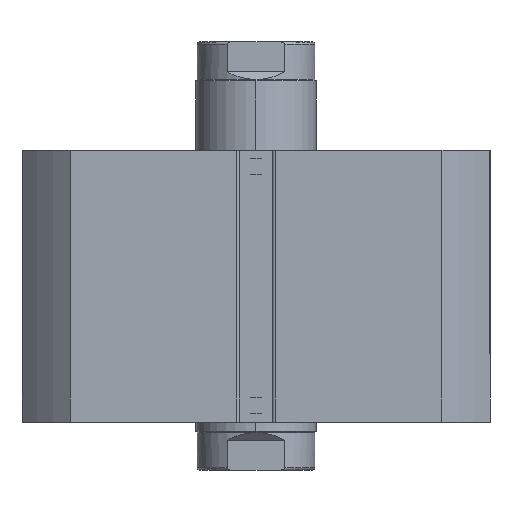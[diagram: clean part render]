
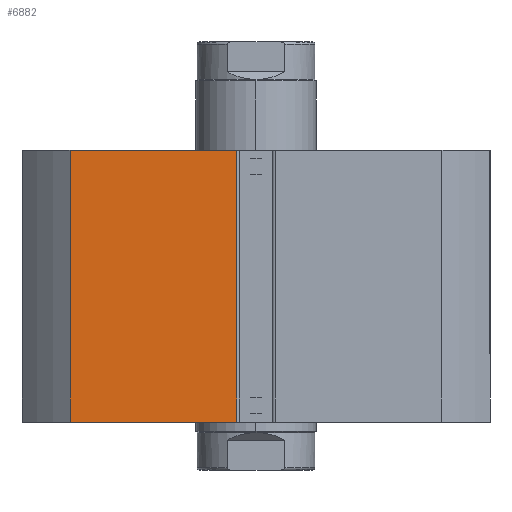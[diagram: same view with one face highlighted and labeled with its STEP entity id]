
A CAD part, front view. The second image highlights one B-rep face of the part: STEP entity #6882.
In plain terms, the highlighted planar face has unit normal (0, -1, 0).
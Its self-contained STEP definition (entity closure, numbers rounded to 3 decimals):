
#404 = CARTESIAN_POINT ( 'NONE',  ( -38.75, -38.75, 0. ) ) ;
#405 = DIRECTION ( 'NONE',  ( 1., 0., 0. ) ) ;
#640 = CARTESIAN_POINT ( 'NONE',  ( -30.801, -38.75, 0. ) ) ;
#641 = DIRECTION ( 'NONE',  ( 0., 0., 1. ) ) ;
#993 = PLANE ( 'NONE',  #7085 ) ;
#996 = CARTESIAN_POINT ( 'NONE',  ( -38.75, -38.75, 45. ) ) ;
#1002 = DIRECTION ( 'NONE',  ( 0., 1., 0. ) ) ;
#1003 = DIRECTION ( 'NONE',  ( 0., 0., 1. ) ) ;
#1416 = LINE ( 'NONE', #640, #1417 ) ;
#1417 = VECTOR ( 'NONE', #641, 1000. ) ;
#1600 = FACE_OUTER_BOUND ( 'NONE', #2536, .T. ) ;
#2246 = DIRECTION ( 'NONE',  ( 1., 0., 0. ) ) ;
#2247 = CARTESIAN_POINT ( 'NONE',  ( -38.75, -38.75, 45. ) ) ;
#2536 = EDGE_LOOP ( 'NONE', ( #5264, #5259, #5260, #5258 ) ) ;
#2699 = VERTEX_POINT ( 'NONE', #5141 ) ;
#2782 = VERTEX_POINT ( 'NONE', #5132 ) ;
#2794 = VERTEX_POINT ( 'NONE', #5114 ) ;
#2810 = VERTEX_POINT ( 'NONE', #4831 ) ;
#3712 = EDGE_CURVE ( 'NONE', #2810, #2782, #6125, .T. ) ;
#4032 = EDGE_CURVE ( 'NONE', #2699, #2782, #6374, .T. ) ;
#4240 = EDGE_CURVE ( 'NONE', #2794, #2810, #6656, .T. ) ;
#4338 = EDGE_CURVE ( 'NONE', #2794, #2699, #1416, .T. ) ;
#4527 = DIRECTION ( 'NONE',  ( 0., 0., 1. ) ) ;
#4831 = CARTESIAN_POINT ( 'NONE',  ( -3.2, -38.75, 0. ) ) ;
#4924 = CARTESIAN_POINT ( 'NONE',  ( -3.2, -38.75, 45. ) ) ;
#5114 = CARTESIAN_POINT ( 'NONE',  ( -30.801, -38.75, 0. ) ) ;
#5132 = CARTESIAN_POINT ( 'NONE',  ( -3.2, -38.75, 45. ) ) ;
#5141 = CARTESIAN_POINT ( 'NONE',  ( -30.801, -38.75, 45. ) ) ;
#5258 = ORIENTED_EDGE ( 'NONE', *, *, #4032, .F. ) ;
#5259 = ORIENTED_EDGE ( 'NONE', *, *, #4240, .T. ) ;
#5260 = ORIENTED_EDGE ( 'NONE', *, *, #3712, .T. ) ;
#5264 = ORIENTED_EDGE ( 'NONE', *, *, #4338, .F. ) ;
#6125 = LINE ( 'NONE', #4924, #6127 ) ;
#6127 = VECTOR ( 'NONE', #4527, 1000. ) ;
#6374 = LINE ( 'NONE', #2247, #6375 ) ;
#6375 = VECTOR ( 'NONE', #2246, 1000. ) ;
#6656 = LINE ( 'NONE', #404, #6657 ) ;
#6657 = VECTOR ( 'NONE', #405, 1000. ) ;
#6882 = ADVANCED_FACE ( 'NONE', ( #1600 ), #993, .F. ) ;
#7085 = AXIS2_PLACEMENT_3D ( 'NONE', #996, #1002, #1003 ) ;
